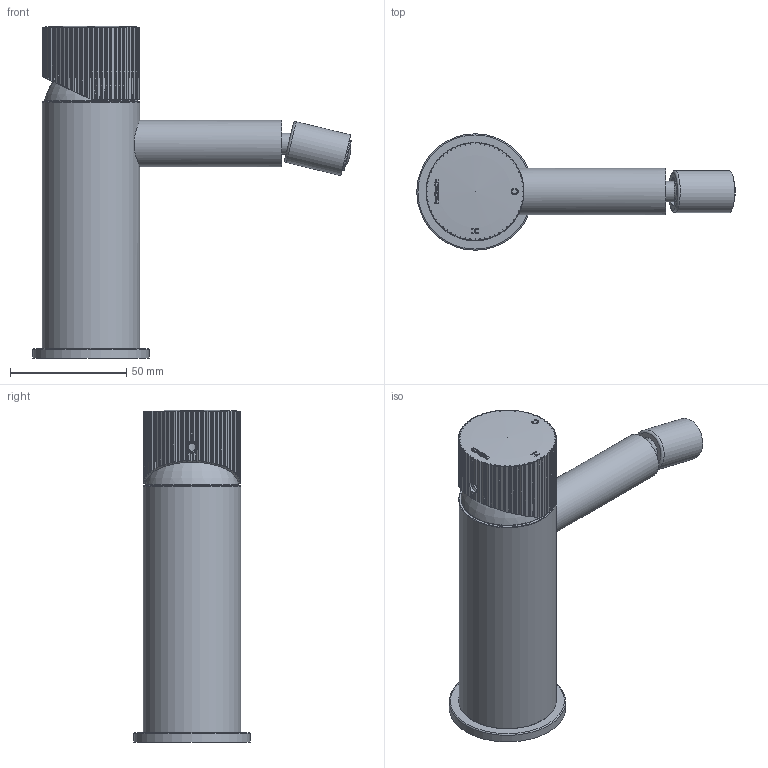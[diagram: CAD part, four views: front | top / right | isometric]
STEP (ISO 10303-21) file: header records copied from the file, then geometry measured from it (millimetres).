
FILE_DESCRIPTION(/* description */ ('Unknown'),/* implementation_level */ '2;1');
FILE_NAME(/* name */ 'GY018R-00',/* time_stamp */ '2024-11-04T15:09:33+01:00',/* author */ ('Unknown'),/* organization */ ('Unknown'),/* preprocessor_version */ 'ST-DEVELOPER v19.4',/* originating_system */ 'Solid Edge',/* authorisation */ 'Unknown');
FILE_SCHEMA (('AUTOMOTIVE_DESIGN {1 0 10303 214 3 1 1}'));
Length unit declared in the file: millimetre
Products named in the file (16): GY018R-00; CB003-01.IL; CB018-002_oa_0; CB018-01; CB003-02; GY003-001_oa_1; GY003-01; CB003-002; CB003-002-1; CB003-002-2; CB003-002-3; CB003-002-4; CB003-05; CB018-001_oa_2; CB018-001-02; CB018-001-01
Assembly tree (15 placements, depth 3):
  GY018R-00
    CB003-01.IL
    CB018-002_oa_0
      CB018-01
    CB003-02
    GY003-001_oa_1
      GY003-01
    CB003-002
      CB003-002-1
      CB003-002-2
      CB003-002-3
      CB003-002-4
    CB003-05
    CB018-001_oa_2
      CB018-001-02
      CB018-001-01
Bounding box: 136.66 x 50 x 142.5 mm (x, y, z)
Volume: 66964.6 mm3; surface area: 58792.1 mm2
Topology: 11 solids, 11 shells, 1162 faces, 3027 edges, 1854 vertices
Faces by surface type: cylinder 369, bspline 326, plane 303, torus 124, cone 40
Full cylindrical faces by diameter (mm): 3.3 x1, 5 x1, 8.9 x1, 11 x2, 11.027 x2, 11.8 x1, 12 x2, 12.159 x1, 12.196 x1, 12.45 x1, 13.464 x1, 13.5 x1, 13.7 x2, 14.2 x1, 14.577 x1, 15 x3, 15.033 x1, 15.1 x1, 15.218 x1, 15.229 x1, 15.5 x1, 15.6 x1, 16 x1, 16.5 x3, 16.7 x2, 18 x1, 20 x1, 28.3 x1, 30.376 x2, 32.8 x1
Entity records: 47243 total; most frequent: CARTESIAN_POINT 15343, ORIENTED_EDGE 5602, DIRECTION 4275, EDGE_CURVE 2801, VERTEX_POINT 1813, AXIS2_PLACEMENT_3D 1700, FACE_BOUND 1322, EDGE_LOOP 1317
